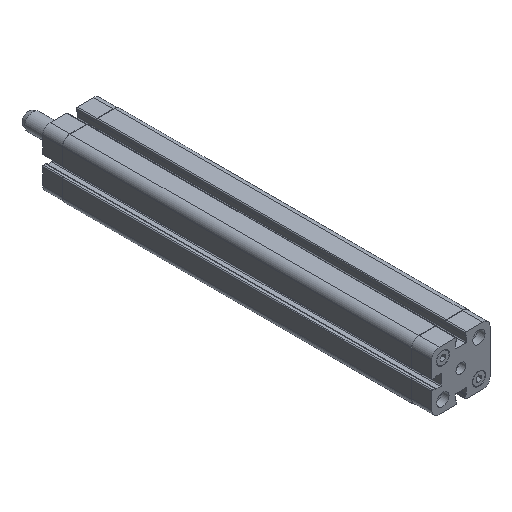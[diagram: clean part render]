
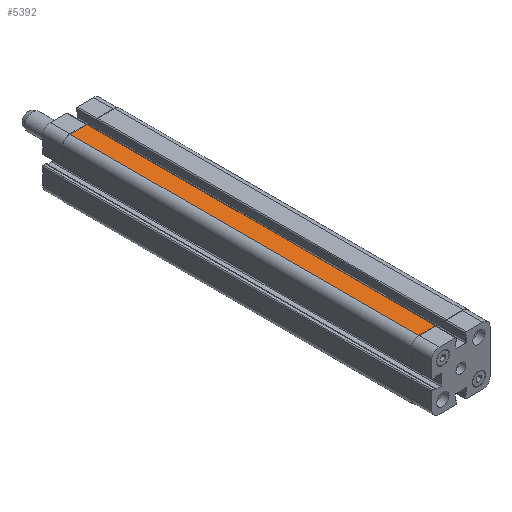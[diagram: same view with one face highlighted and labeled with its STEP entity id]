
A CAD part, isometric view. The second image highlights one B-rep face of the part: STEP entity #5392.
In plain terms, the highlighted planar face has unit normal (0, 0, 1).
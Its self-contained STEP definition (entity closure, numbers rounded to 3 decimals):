
#3822=CARTESIAN_POINT('',(-13.55,106.75,18.05));
#3823=VERTEX_POINT('',#3822);
#3831=CARTESIAN_POINT('',(-3.25,106.75,18.05));
#3832=VERTEX_POINT('',#3831);
#3833=CARTESIAN_POINT('',(-3.25,106.75,18.05));
#3834=DIRECTION('',(-1.0,0.0,0.0));
#3835=VECTOR('',#3834,10.3);
#3836=LINE('',#3833,#3835);
#3837=EDGE_CURVE('',#3832,#3823,#3836,.T.);
#4893=CARTESIAN_POINT('',(-3.25,-106.75,18.05));
#4894=VERTEX_POINT('',#4893);
#4902=CARTESIAN_POINT('',(-13.55,-106.75,18.05));
#4903=VERTEX_POINT('',#4902);
#4904=CARTESIAN_POINT('',(-13.55,-106.75,18.05));
#4905=DIRECTION('',(1.0,0.0,0.0));
#4906=VECTOR('',#4905,10.3);
#4907=LINE('',#4904,#4906);
#4908=EDGE_CURVE('',#4903,#4894,#4907,.T.);
#5365=CARTESIAN_POINT('',(-3.25,-106.75,18.05));
#5366=DIRECTION('',(0.0,1.0,0.0));
#5367=VECTOR('',#5366,213.5);
#5368=LINE('',#5365,#5367);
#5369=EDGE_CURVE('',#4894,#3832,#5368,.T.);
#5376=CARTESIAN_POINT('',(-3.25,0.0,18.05));
#5377=DIRECTION('',(0.0,0.0,1.0));
#5378=DIRECTION('',(1.0,0.0,0.0));
#5379=AXIS2_PLACEMENT_3D('',#5376,#5377,#5378);
#5380=PLANE('',#5379);
#5381=ORIENTED_EDGE('',*,*,#3837,.T.);
#5382=CARTESIAN_POINT('',(-13.55,-106.75,18.05));
#5383=DIRECTION('',(0.0,1.0,0.0));
#5384=VECTOR('',#5383,213.5);
#5385=LINE('',#5382,#5384);
#5386=EDGE_CURVE('',#4903,#3823,#5385,.T.);
#5387=ORIENTED_EDGE('',*,*,#5386,.F.);
#5388=ORIENTED_EDGE('',*,*,#4908,.T.);
#5389=ORIENTED_EDGE('',*,*,#5369,.T.);
#5390=EDGE_LOOP('',(#5381,#5387,#5388,#5389));
#5391=FACE_OUTER_BOUND('',#5390,.T.);
#5392=ADVANCED_FACE('',(#5391),#5380,.T.);
